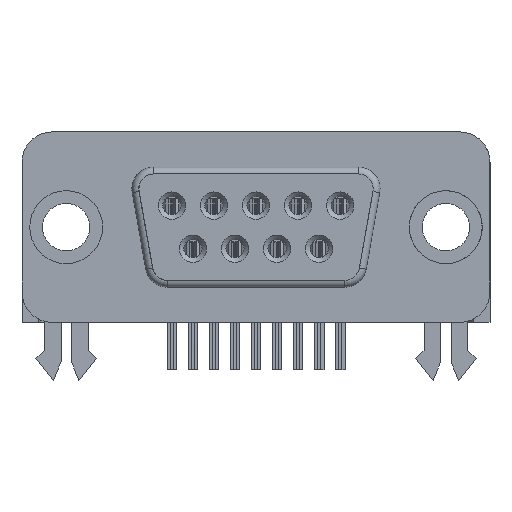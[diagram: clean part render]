
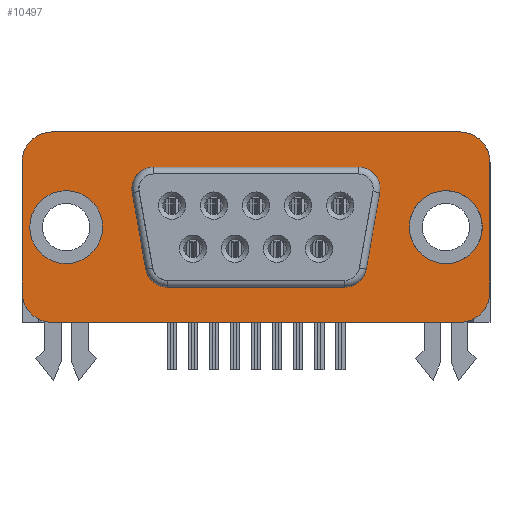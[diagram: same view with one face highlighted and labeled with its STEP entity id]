
A CAD part, front view. The second image highlights one B-rep face of the part: STEP entity #10497.
In plain terms, the highlighted planar face has unit normal (0, -1, 0).
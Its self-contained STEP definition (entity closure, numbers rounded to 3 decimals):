
#1314=LINE('',#21687,#2504);
#1315=LINE('',#21692,#2505);
#1316=LINE('',#21696,#2506);
#1317=LINE('',#21700,#2507);
#1318=LINE('',#21703,#2508);
#1319=LINE('',#21708,#2509);
#1320=LINE('',#21712,#2510);
#1321=LINE('',#21716,#2511);
#2504=VECTOR('',#13846,1000.);
#2505=VECTOR('',#13849,1000.);
#2506=VECTOR('',#13852,1000.);
#2507=VECTOR('',#13855,1000.);
#2508=VECTOR('',#13858,1000.);
#2509=VECTOR('',#13861,1000.);
#2510=VECTOR('',#13864,1000.);
#2511=VECTOR('',#13867,1000.);
#5160=ORIENTED_EDGE('',*,*,#6893,.T.);
#5161=ORIENTED_EDGE('',*,*,#6894,.T.);
#5162=ORIENTED_EDGE('',*,*,#6895,.T.);
#5163=ORIENTED_EDGE('',*,*,#6896,.T.);
#5164=ORIENTED_EDGE('',*,*,#6897,.T.);
#5165=ORIENTED_EDGE('',*,*,#6898,.T.);
#5166=ORIENTED_EDGE('',*,*,#6899,.T.);
#5167=ORIENTED_EDGE('',*,*,#6900,.T.);
#5168=ORIENTED_EDGE('',*,*,#6901,.T.);
#5169=ORIENTED_EDGE('',*,*,#6902,.T.);
#5170=ORIENTED_EDGE('',*,*,#6903,.F.);
#5171=ORIENTED_EDGE('',*,*,#6904,.T.);
#5172=ORIENTED_EDGE('',*,*,#6905,.F.);
#5173=ORIENTED_EDGE('',*,*,#6906,.T.);
#5174=ORIENTED_EDGE('',*,*,#6907,.F.);
#5175=ORIENTED_EDGE('',*,*,#6908,.T.);
#5176=ORIENTED_EDGE('',*,*,#6909,.F.);
#5177=ORIENTED_EDGE('',*,*,#6910,.T.);
#6893=EDGE_CURVE('',#7964,#7964,#8299,.T.);
#6894=EDGE_CURVE('',#7965,#7965,#8300,.T.);
#6895=EDGE_CURVE('',#7966,#7967,#1314,.T.);
#6896=EDGE_CURVE('',#7967,#7968,#8301,.T.);
#6897=EDGE_CURVE('',#7968,#7969,#1315,.T.);
#6898=EDGE_CURVE('',#7969,#7970,#8302,.T.);
#6899=EDGE_CURVE('',#7970,#7971,#1316,.T.);
#6900=EDGE_CURVE('',#7971,#7972,#8303,.T.);
#6901=EDGE_CURVE('',#7972,#7973,#1317,.T.);
#6902=EDGE_CURVE('',#7973,#7966,#8304,.T.);
#6903=EDGE_CURVE('',#7974,#7975,#1318,.T.);
#6904=EDGE_CURVE('',#7974,#7976,#8305,.F.);
#6905=EDGE_CURVE('',#7977,#7976,#1319,.T.);
#6906=EDGE_CURVE('',#7977,#7978,#8306,.F.);
#6907=EDGE_CURVE('',#7979,#7978,#1320,.T.);
#6908=EDGE_CURVE('',#7979,#7980,#8307,.F.);
#6909=EDGE_CURVE('',#7981,#7980,#1321,.T.);
#6910=EDGE_CURVE('',#7981,#7975,#8308,.F.);
#7964=VERTEX_POINT('',#21684);
#7965=VERTEX_POINT('',#21686);
#7966=VERTEX_POINT('',#21688);
#7967=VERTEX_POINT('',#21689);
#7968=VERTEX_POINT('',#21691);
#7969=VERTEX_POINT('',#21693);
#7970=VERTEX_POINT('',#21695);
#7971=VERTEX_POINT('',#21697);
#7972=VERTEX_POINT('',#21699);
#7973=VERTEX_POINT('',#21701);
#7974=VERTEX_POINT('',#21704);
#7975=VERTEX_POINT('',#21705);
#7976=VERTEX_POINT('',#21707);
#7977=VERTEX_POINT('',#21709);
#7978=VERTEX_POINT('',#21711);
#7979=VERTEX_POINT('',#21713);
#7980=VERTEX_POINT('',#21715);
#7981=VERTEX_POINT('',#21717);
#8299=CIRCLE('',#11374,2.4);
#8300=CIRCLE('',#11375,2.4);
#8301=CIRCLE('',#11376,1.428);
#8302=CIRCLE('',#11377,1.428);
#8303=CIRCLE('',#11378,1.428);
#8304=CIRCLE('',#11379,1.428);
#8305=CIRCLE('',#11380,2.);
#8306=CIRCLE('',#11381,2.);
#8307=CIRCLE('',#11382,2.);
#8308=CIRCLE('',#11383,2.);
#8889=EDGE_LOOP('',(#5160));
#8890=EDGE_LOOP('',(#5161));
#8891=EDGE_LOOP('',(#5162,#5163,#5164,#5165,#5166,#5167,#5168,#5169));
#8892=EDGE_LOOP('',(#5170,#5171,#5172,#5173,#5174,#5175,#5176,#5177));
#9515=FACE_BOUND('',#8889,.T.);
#9516=FACE_BOUND('',#8890,.T.);
#9517=FACE_BOUND('',#8891,.T.);
#9518=FACE_BOUND('',#8892,.T.);
#9993=PLANE('',#11373);
#10497=ADVANCED_FACE('',(#9515,#9516,#9517,#9518),#9993,.F.);
#11373=AXIS2_PLACEMENT_3D('',#21682,#13840,#13841);
#11374=AXIS2_PLACEMENT_3D('',#21683,#13842,#13843);
#11375=AXIS2_PLACEMENT_3D('',#21685,#13844,#13845);
#11376=AXIS2_PLACEMENT_3D('',#21690,#13847,#13848);
#11377=AXIS2_PLACEMENT_3D('',#21694,#13850,#13851);
#11378=AXIS2_PLACEMENT_3D('',#21698,#13853,#13854);
#11379=AXIS2_PLACEMENT_3D('',#21702,#13856,#13857);
#11380=AXIS2_PLACEMENT_3D('',#21706,#13859,#13860);
#11381=AXIS2_PLACEMENT_3D('',#21710,#13862,#13863);
#11382=AXIS2_PLACEMENT_3D('',#21714,#13865,#13866);
#11383=AXIS2_PLACEMENT_3D('',#21718,#13868,#13869);
#13840=DIRECTION('',(0.,1.,0.));
#13841=DIRECTION('',(0.,0.,1.));
#13842=DIRECTION('',(0.,1.,0.));
#13843=DIRECTION('',(0.,0.,1.));
#13844=DIRECTION('',(0.,1.,0.));
#13845=DIRECTION('',(0.,0.,1.));
#13846=DIRECTION('',(-0.174,0.,0.985));
#13847=DIRECTION('',(0.,1.,0.));
#13848=DIRECTION('',(0.,0.,1.));
#13849=DIRECTION('',(1.,0.,0.));
#13850=DIRECTION('',(0.,1.,0.));
#13851=DIRECTION('',(0.,0.,1.));
#13852=DIRECTION('',(-0.174,0.,-0.985));
#13853=DIRECTION('',(0.,1.,0.));
#13854=DIRECTION('',(0.,0.,1.));
#13855=DIRECTION('',(-1.,0.,0.));
#13856=DIRECTION('',(0.,1.,0.));
#13857=DIRECTION('',(0.,0.,1.));
#13858=DIRECTION('',(1.,0.,0.));
#13859=DIRECTION('',(0.,1.,0.));
#13860=DIRECTION('',(0.,0.,1.));
#13861=DIRECTION('',(0.,0.,1.));
#13862=DIRECTION('',(0.,1.,0.));
#13863=DIRECTION('',(0.,0.,1.));
#13864=DIRECTION('',(-1.,0.,0.));
#13865=DIRECTION('',(0.,1.,0.));
#13866=DIRECTION('',(0.,0.,1.));
#13867=DIRECTION('',(0.,0.,-1.));
#13868=DIRECTION('',(0.,1.,0.));
#13869=DIRECTION('',(0.,0.,1.));
#21682=CARTESIAN_POINT('',(0.,-0.45,0.));
#21683=CARTESIAN_POINT('',(-12.495,-0.45,0.));
#21684=CARTESIAN_POINT('',(-12.495,-0.45,2.4));
#21685=CARTESIAN_POINT('',(12.495,-0.45,0.));
#21686=CARTESIAN_POINT('',(12.495,-0.45,2.4));
#21687=CARTESIAN_POINT('',(-7.514,-0.45,-1.325));
#21688=CARTESIAN_POINT('',(-7.259,-0.45,-2.77));
#21689=CARTESIAN_POINT('',(-8.148,-0.45,2.274));
#21690=CARTESIAN_POINT('',(-6.742,-0.45,2.522));
#21691=CARTESIAN_POINT('',(-6.742,-0.45,3.95));
#21692=CARTESIAN_POINT('',(0.,-0.45,3.95));
#21693=CARTESIAN_POINT('',(6.742,-0.45,3.95));
#21694=CARTESIAN_POINT('',(6.742,-0.45,2.522));
#21695=CARTESIAN_POINT('',(8.148,-0.45,2.274));
#21696=CARTESIAN_POINT('',(7.514,-0.45,-1.325));
#21697=CARTESIAN_POINT('',(7.259,-0.45,-2.77));
#21698=CARTESIAN_POINT('',(5.853,-0.45,-2.522));
#21699=CARTESIAN_POINT('',(5.853,-0.45,-3.95));
#21700=CARTESIAN_POINT('',(0.,-0.45,-3.95));
#21701=CARTESIAN_POINT('',(-5.853,-0.45,-3.95));
#21702=CARTESIAN_POINT('',(-5.853,-0.45,-2.522));
#21703=CARTESIAN_POINT('',(-15.405,-0.45,6.275));
#21704=CARTESIAN_POINT('',(-13.405,-0.45,6.275));
#21705=CARTESIAN_POINT('',(13.405,-0.45,6.275));
#21706=CARTESIAN_POINT('',(-13.405,-0.45,4.275));
#21707=CARTESIAN_POINT('',(-15.405,-0.45,4.275));
#21708=CARTESIAN_POINT('',(-15.405,-0.45,-6.275));
#21709=CARTESIAN_POINT('',(-15.405,-0.45,-4.275));
#21710=CARTESIAN_POINT('',(-13.405,-0.45,-4.275));
#21711=CARTESIAN_POINT('',(-13.405,-0.45,-6.275));
#21712=CARTESIAN_POINT('',(15.405,-0.45,-6.275));
#21713=CARTESIAN_POINT('',(13.405,-0.45,-6.275));
#21714=CARTESIAN_POINT('',(13.405,-0.45,-4.275));
#21715=CARTESIAN_POINT('',(15.405,-0.45,-4.275));
#21716=CARTESIAN_POINT('',(15.405,-0.45,6.275));
#21717=CARTESIAN_POINT('',(15.405,-0.45,4.275));
#21718=CARTESIAN_POINT('',(13.405,-0.45,4.275));
